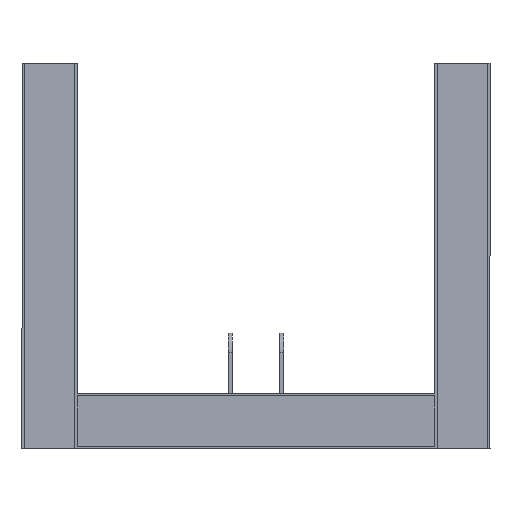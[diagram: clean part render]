
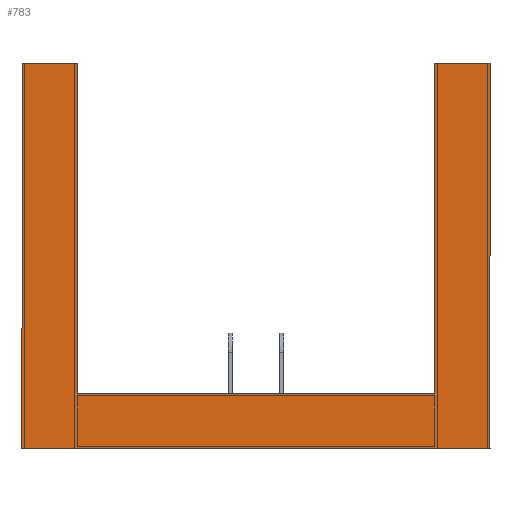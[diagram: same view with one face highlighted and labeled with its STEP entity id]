
A CAD part, front view. The second image highlights one B-rep face of the part: STEP entity #783.
In plain terms, the highlighted planar face has unit normal (0, -1, 0).
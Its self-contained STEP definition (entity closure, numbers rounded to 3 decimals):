
#7 = DIRECTION ( 'NONE',  ( 0., 0., -1. ) ) ;
#24 = DIRECTION ( 'NONE',  ( 0., 0., -1. ) ) ;
#77 = VERTEX_POINT ( 'NONE', #1493 ) ;
#85 = EDGE_CURVE ( 'NONE', #1454, #360, #425, .T. ) ;
#133 = VERTEX_POINT ( 'NONE', #203 ) ;
#140 = CARTESIAN_POINT ( 'NONE',  ( 850., -80., -100. ) ) ;
#203 = CARTESIAN_POINT ( 'NONE',  ( 650., -80., 1300. ) ) ;
#205 = CARTESIAN_POINT ( 'NONE',  ( -850., -80., 1300. ) ) ;
#209 = CARTESIAN_POINT ( 'NONE',  ( 650., -80., -100. ) ) ;
#234 = CARTESIAN_POINT ( 'NONE',  ( -650., -80., 1300. ) ) ;
#235 = VECTOR ( 'NONE', #24, 1000. ) ;
#236 = ORIENTED_EDGE ( 'NONE', *, *, #708, .F. ) ;
#245 = EDGE_CURVE ( 'NONE', #1684, #360, #1548, .T. ) ;
#250 = CARTESIAN_POINT ( 'NONE',  ( -650., -80., 1300. ) ) ;
#257 = CARTESIAN_POINT ( 'NONE',  ( 850., -80., 1300. ) ) ;
#272 = EDGE_CURVE ( 'NONE', #505, #133, #1607, .T. ) ;
#299 = VECTOR ( 'NONE', #476, 1000. ) ;
#323 = EDGE_CURVE ( 'NONE', #1411, #1454, #1590, .T. ) ;
#351 = DIRECTION ( 'NONE',  ( 0., 1., 0. ) ) ;
#360 = VERTEX_POINT ( 'NONE', #566 ) ;
#364 = ORIENTED_EDGE ( 'NONE', *, *, #1588, .F. ) ;
#425 = LINE ( 'NONE', #1477, #235 ) ;
#452 = EDGE_LOOP ( 'NONE', ( #236, #988, #1491, #1447, #736, #364, #530, #542 ) ) ;
#476 = DIRECTION ( 'NONE',  ( 0., 0., -1. ) ) ;
#505 = VERTEX_POINT ( 'NONE', #526 ) ;
#526 = CARTESIAN_POINT ( 'NONE',  ( 850., -80., 1300. ) ) ;
#530 = ORIENTED_EDGE ( 'NONE', *, *, #272, .T. ) ;
#542 = ORIENTED_EDGE ( 'NONE', *, *, #1027, .T. ) ;
#553 = VECTOR ( 'NONE', #7, 1000. ) ;
#566 = CARTESIAN_POINT ( 'NONE',  ( -850., -80., -100. ) ) ;
#638 = DIRECTION ( 'NONE',  ( 0., 0., -1. ) ) ;
#643 = CARTESIAN_POINT ( 'NONE',  ( -650., -80., 1300. ) ) ;
#677 = CARTESIAN_POINT ( 'NONE',  ( 650., -80., 100. ) ) ;
#708 = EDGE_CURVE ( 'NONE', #77, #1161, #1522, .T. ) ;
#724 = DIRECTION ( 'NONE',  ( 1., 0., 0. ) ) ;
#726 = VECTOR ( 'NONE', #724, 1000. ) ;
#736 = ORIENTED_EDGE ( 'NONE', *, *, #245, .F. ) ;
#783 = ADVANCED_FACE ( 'NONE', ( #1130 ), #1268, .F. ) ;
#892 = DIRECTION ( 'NONE',  ( -1., 0., 0. ) ) ;
#968 = LINE ( 'NONE', #1026, #1387 ) ;
#988 = ORIENTED_EDGE ( 'NONE', *, *, #1520, .F. ) ;
#989 = LINE ( 'NONE', #257, #553 ) ;
#998 = CARTESIAN_POINT ( 'NONE',  ( 650., -80., 1300. ) ) ;
#1026 = CARTESIAN_POINT ( 'NONE',  ( 650., -80., 1300. ) ) ;
#1027 = EDGE_CURVE ( 'NONE', #133, #1161, #968, .T. ) ;
#1068 = AXIS2_PLACEMENT_3D ( 'NONE', #1395, #351, #1654 ) ;
#1130 = FACE_OUTER_BOUND ( 'NONE', #452, .T. ) ;
#1160 = VECTOR ( 'NONE', #1405, 1000. ) ;
#1161 = VERTEX_POINT ( 'NONE', #677 ) ;
#1202 = VECTOR ( 'NONE', #1301, 1000. ) ;
#1225 = LINE ( 'NONE', #250, #299 ) ;
#1242 = CARTESIAN_POINT ( 'NONE',  ( 650., -80., 100. ) ) ;
#1268 = PLANE ( 'NONE',  #1068 ) ;
#1301 = DIRECTION ( 'NONE',  ( -1., 0., 0. ) ) ;
#1387 = VECTOR ( 'NONE', #638, 1000. ) ;
#1395 = CARTESIAN_POINT ( 'NONE',  ( 0., -80., 0. ) ) ;
#1405 = DIRECTION ( 'NONE',  ( -1., 0., 0. ) ) ;
#1411 = VERTEX_POINT ( 'NONE', #643 ) ;
#1447 = ORIENTED_EDGE ( 'NONE', *, *, #85, .T. ) ;
#1454 = VERTEX_POINT ( 'NONE', #205 ) ;
#1477 = CARTESIAN_POINT ( 'NONE',  ( -850., -80., 1300. ) ) ;
#1491 = ORIENTED_EDGE ( 'NONE', *, *, #323, .T. ) ;
#1493 = CARTESIAN_POINT ( 'NONE',  ( -650., -80., 100. ) ) ;
#1520 = EDGE_CURVE ( 'NONE', #1411, #77, #1225, .T. ) ;
#1522 = LINE ( 'NONE', #1242, #726 ) ;
#1548 = LINE ( 'NONE', #209, #1626 ) ;
#1588 = EDGE_CURVE ( 'NONE', #505, #1684, #989, .T. ) ;
#1590 = LINE ( 'NONE', #234, #1202 ) ;
#1607 = LINE ( 'NONE', #998, #1160 ) ;
#1626 = VECTOR ( 'NONE', #892, 1000. ) ;
#1654 = DIRECTION ( 'NONE',  ( 0., 0., 1. ) ) ;
#1684 = VERTEX_POINT ( 'NONE', #140 ) ;
